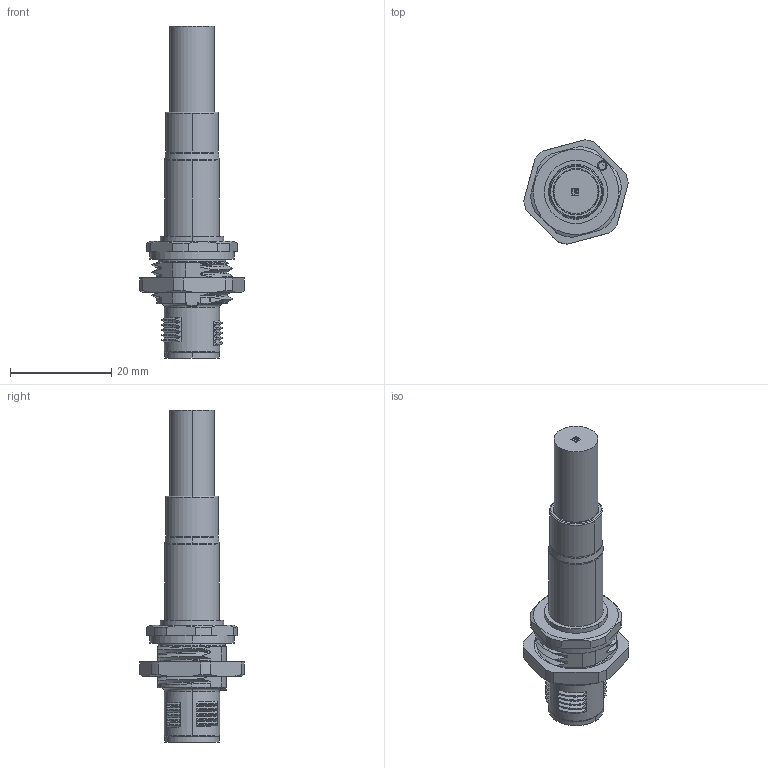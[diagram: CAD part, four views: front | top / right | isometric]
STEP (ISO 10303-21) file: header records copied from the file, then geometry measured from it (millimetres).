
FILE_DESCRIPTION(('HOOPS Exchange Step'),'2;1');
FILE_NAME('export-20D8E894-307A-4862-928B-C902D6DF35FD.stp','2021-02-04T15:03:06+01:00',('Engineering'),('Alibre'),'HOOPS Exchange 2020.1','Alibre','Unknown authorisation');
FILE_SCHEMA( ('AP242_MANAGED_MODEL_BASED_3D_ENGINEERING_MIM_LF {1 0 10303 442 1 1 4 }') );
Length unit declared in the file: millimetre
Products named in the file (1): 5459 M12 12 Pole Panel Mount MALE Shielded with 100cm wiring
Bounding box: 20.61 x 20.61 x 65.5 mm (x, y, z)
Volume: 6468.1 mm3; surface area: 3739.8 mm2
Topology: 1 solids, 1 shells, 420 faces, 1100 edges, 698 vertices
Faces by surface type: cylinder 133, plane 104, bspline 83, torus 47, sphere 28, cone 25
Entity records: 22120 total; most frequent: CARTESIAN_POINT 12426, ORIENTED_EDGE 2134, DIRECTION 1867, EDGE_CURVE 1067, AXIS2_PLACEMENT_3D 780, VERTEX_POINT 698, EDGE_LOOP 469, FACE_BOUND 469
